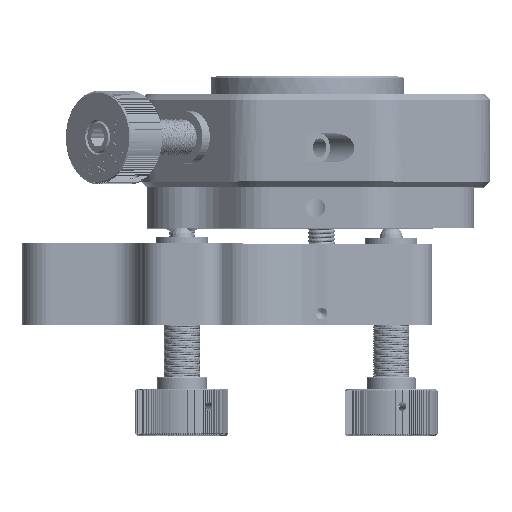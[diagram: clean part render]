
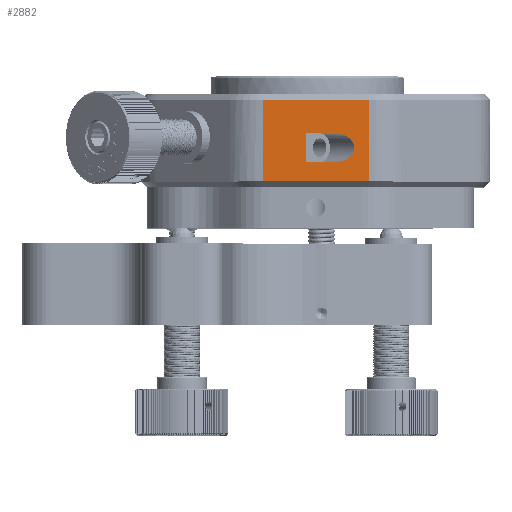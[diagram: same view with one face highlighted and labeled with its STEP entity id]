
A CAD part, top view. The second image highlights one B-rep face of the part: STEP entity #2882.
In plain terms, the highlighted planar face has unit normal (0, 0, 1).
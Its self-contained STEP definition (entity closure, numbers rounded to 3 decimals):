
#748=FACE_BOUND('',#12248,.T.);
#2882=ADVANCED_FACE('',(#7535,#748),#78379,.T.);
#7535=FACE_OUTER_BOUND('',#12247,.T.);
#12247=EDGE_LOOP('',(#25434,#25435,#25436,#25437));
#12248=EDGE_LOOP('',(#25438,#25439,#25440,#25441));
#25434=ORIENTED_EDGE('',*,*,#47757,.F.);
#25435=ORIENTED_EDGE('',*,*,#47758,.T.);
#25436=ORIENTED_EDGE('',*,*,#47759,.F.);
#25437=ORIENTED_EDGE('',*,*,#47755,.F.);
#25438=ORIENTED_EDGE('',*,*,#47763,.T.);
#25439=ORIENTED_EDGE('',*,*,#47760,.T.);
#25440=ORIENTED_EDGE('',*,*,#47761,.T.);
#25441=ORIENTED_EDGE('',*,*,#47762,.T.);
#47755=EDGE_CURVE('',#72638,#72518,#63374,.T.);
#47757=EDGE_CURVE('',#72639,#72638,#63376,.T.);
#47758=EDGE_CURVE('',#72639,#72519,#63377,.T.);
#47759=EDGE_CURVE('',#72518,#72519,#63378,.T.);
#47760=EDGE_CURVE('',#72644,#72645,#63379,.T.);
#47761=EDGE_CURVE('',#72645,#72646,#63380,.T.);
#47762=EDGE_CURVE('',#72646,#72647,#56768,.T.);
#47763=EDGE_CURVE('',#72647,#72644,#63381,.T.);
#56768=(
BOUNDED_CURVE()
B_SPLINE_CURVE(2,(#218282,#218283,#218284,#218285,#218286),
 .UNSPECIFIED.,.F.,.F.)
B_SPLINE_CURVE_WITH_KNOTS((3,2,3),(0.,6.036,12.071),
 .UNSPECIFIED.)
CURVE()
GEOMETRIC_REPRESENTATION_ITEM()
RATIONAL_B_SPLINE_CURVE((1.,0.707,1.,0.707,1.))
REPRESENTATION_ITEM('')
);
#63374=B_SPLINE_CURVE_WITH_KNOTS('',1,(#218268,#218269),.UNSPECIFIED.,.F.,
 .F.,(2,2),(0.,14.1),.UNSPECIFIED.);
#63376=B_SPLINE_CURVE_WITH_KNOTS('',1,(#218272,#218273),.UNSPECIFIED.,.F.,
 .F.,(2,2),(-18.225,0.),.UNSPECIFIED.);
#63377=B_SPLINE_CURVE_WITH_KNOTS('',1,(#218274,#218275),.UNSPECIFIED.,.F.,
 .F.,(2,2),(0.,14.1),.UNSPECIFIED.);
#63378=B_SPLINE_CURVE_WITH_KNOTS('',1,(#218276,#218277),.UNSPECIFIED.,.F.,
 .F.,(2,2),(-18.225,0.),.UNSPECIFIED.);
#63379=B_SPLINE_CURVE_WITH_KNOTS('',1,(#218278,#218279),.UNSPECIFIED.,.F.,
 .F.,(2,2),(0.,5.),.UNSPECIFIED.);
#63380=B_SPLINE_CURVE_WITH_KNOTS('',1,(#218280,#218281),.UNSPECIFIED.,.F.,
 .F.,(2,2),(0.,4.846),.UNSPECIFIED.);
#63381=B_SPLINE_CURVE_WITH_KNOTS('',1,(#218287,#218288),.UNSPECIFIED.,.F.,
 .F.,(2,2),(0.,4.846),.UNSPECIFIED.);
#72518=VERTEX_POINT('',#176811);
#72519=VERTEX_POINT('',#176812);
#72638=VERTEX_POINT('',#176931);
#72639=VERTEX_POINT('',#176932);
#72644=VERTEX_POINT('',#176937);
#72645=VERTEX_POINT('',#176938);
#72646=VERTEX_POINT('',#176939);
#72647=VERTEX_POINT('',#176940);
#78379=PLANE('',#83135);
#83135=AXIS2_PLACEMENT_3D('',#143702,#87156,$);
#87156=DIRECTION('',(0.,0.,1.));
#143702=CARTESIAN_POINT('',(-0.814,11.22,80.486));
#176811=CARTESIAN_POINT('',(1.128,26.85,80.486));
#176812=CARTESIAN_POINT('',(19.354,26.85,80.487));
#176931=CARTESIAN_POINT('',(1.128,12.75,80.486));
#176932=CARTESIAN_POINT('',(19.354,12.75,80.487));
#176937=CARTESIAN_POINT('',(8.525,16.05,80.487));
#176938=CARTESIAN_POINT('',(8.525,21.05,80.487));
#176939=CARTESIAN_POINT('',(13.371,21.05,80.487));
#176940=CARTESIAN_POINT('',(13.371,16.05,80.487));
#218268=CARTESIAN_POINT('',(1.128,12.75,80.486));
#218269=CARTESIAN_POINT('',(1.128,26.85,80.486));
#218272=CARTESIAN_POINT('',(19.354,12.75,80.487));
#218273=CARTESIAN_POINT('',(1.128,12.75,80.486));
#218274=CARTESIAN_POINT('',(19.354,12.75,80.487));
#218275=CARTESIAN_POINT('',(19.354,26.85,80.487));
#218276=CARTESIAN_POINT('',(1.128,26.85,80.486));
#218277=CARTESIAN_POINT('',(19.354,26.85,80.487));
#218278=CARTESIAN_POINT('',(8.525,16.05,80.487));
#218279=CARTESIAN_POINT('',(8.525,21.05,80.487));
#218280=CARTESIAN_POINT('',(8.525,21.05,80.487));
#218281=CARTESIAN_POINT('',(13.371,21.05,80.487));
#218282=CARTESIAN_POINT('',(13.371,21.05,80.487));
#218283=CARTESIAN_POINT('',(16.906,21.05,80.487));
#218284=CARTESIAN_POINT('',(16.906,18.55,80.487));
#218285=CARTESIAN_POINT('',(16.906,16.05,80.487));
#218286=CARTESIAN_POINT('',(13.371,16.05,80.487));
#218287=CARTESIAN_POINT('',(13.371,16.05,80.487));
#218288=CARTESIAN_POINT('',(8.525,16.05,80.487));
